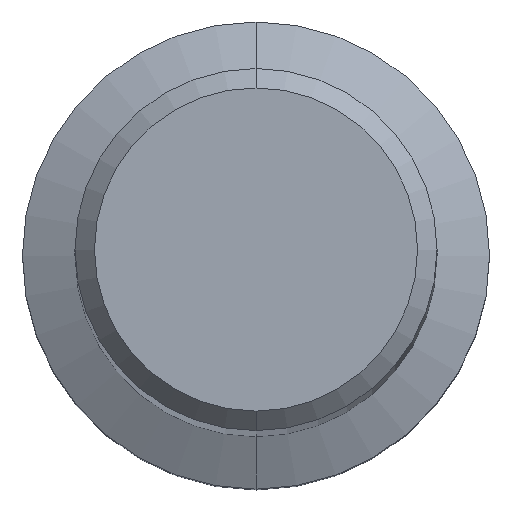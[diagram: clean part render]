
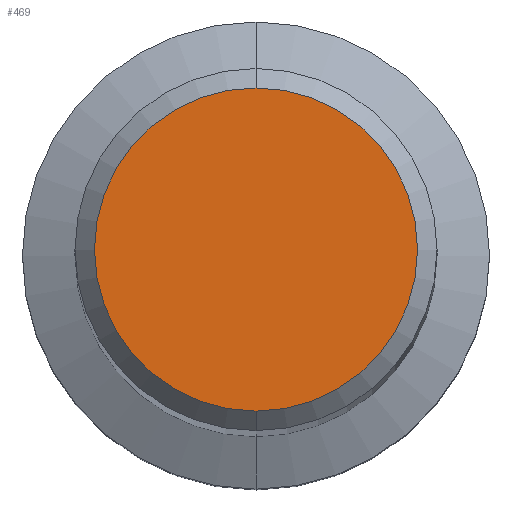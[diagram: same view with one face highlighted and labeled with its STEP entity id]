
A CAD part, top view. The second image highlights one B-rep face of the part: STEP entity #469.
In plain terms, the highlighted planar face has unit normal (0, 0, 1).
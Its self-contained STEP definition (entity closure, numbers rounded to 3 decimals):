
#267=EDGE_CURVE('',#351,#415,#630,.T.);
#345=EDGE_CURVE('',#415,#351,#716,.T.);
#351=VERTEX_POINT('',#723);
#415=VERTEX_POINT('',#792);
#469=ADVANCED_FACE('',(#851),#852,.T.);
#630=CIRCLE('',#1104,4.15);
#716=CIRCLE('',#1268,4.15);
#723=CARTESIAN_POINT('',(0.0,4.15,0.0));
#792=CARTESIAN_POINT('',(0.,-4.15,0.0));
#851=FACE_OUTER_BOUND('',#1521,.T.);
#852=PLANE('',#1522);
#1104=AXIS2_PLACEMENT_3D('',#1748,#1749,#1750);
#1268=AXIS2_PLACEMENT_3D('',#1834,#1835,#1836);
#1521=EDGE_LOOP('',(#1988,#1989));
#1522=AXIS2_PLACEMENT_3D('',#1990,#1991,#1992);
#1748=CARTESIAN_POINT('',(0.0,0.0,0.0));
#1749=DIRECTION('',(0.0,0.0,-1.0));
#1750=DIRECTION('',(0.0,1.0,0.0));
#1834=CARTESIAN_POINT('',(0.0,0.0,0.0));
#1835=DIRECTION('',(0.0,0.0,-1.0));
#1836=DIRECTION('',(0.0,1.0,0.0));
#1988=ORIENTED_EDGE('',*,*,#267,.F.);
#1989=ORIENTED_EDGE('',*,*,#345,.F.);
#1990=CARTESIAN_POINT('',(0.0,2.075,0.0));
#1991=DIRECTION('',(-0.0,0.0,1.0));
#1992=DIRECTION('',(0.0,-1.0,0.0));
